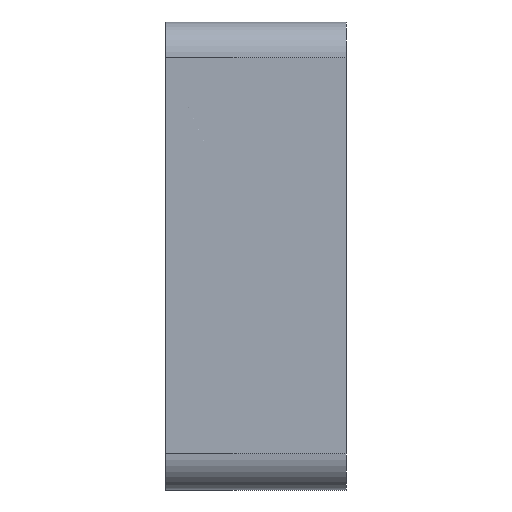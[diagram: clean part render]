
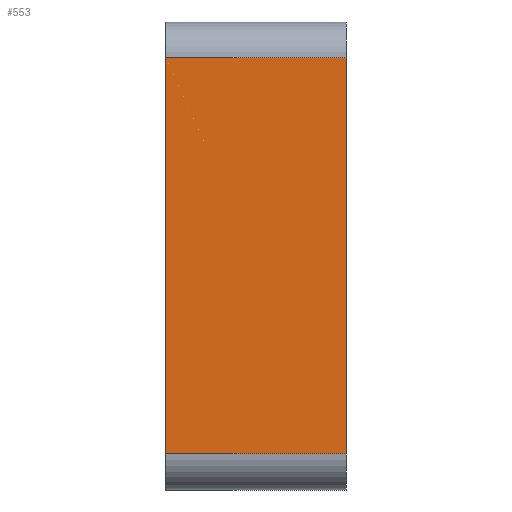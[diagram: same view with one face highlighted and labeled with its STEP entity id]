
A CAD part, left-side view. The second image highlights one B-rep face of the part: STEP entity #553.
In plain terms, the highlighted planar face has unit normal (-1, 0, 0).
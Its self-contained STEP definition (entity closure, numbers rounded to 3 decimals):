
#5 = CARTESIAN_POINT ( 'NONE',  ( -11.5, -5., 4. ) ) ;
#32 = VERTEX_POINT ( 'NONE', #637 ) ;
#77 = ORIENTED_EDGE ( 'NONE', *, *, #286, .F. ) ;
#79 = EDGE_CURVE ( 'NONE', #825, #234, #706, .T. ) ;
#102 = CARTESIAN_POINT ( 'NONE',  ( -11.5, -5., -8. ) ) ;
#109 = DIRECTION ( 'NONE',  ( 0., 0., 1. ) ) ;
#119 = CARTESIAN_POINT ( 'NONE',  ( -11.5, 0., 4. ) ) ;
#141 = DIRECTION ( 'NONE',  ( 0., 0., 1. ) ) ;
#145 = PLANE ( 'NONE',  #500 ) ;
#162 = LINE ( 'NONE', #119, #211 ) ;
#167 = CARTESIAN_POINT ( 'NONE',  ( -11.5, 0., 3. ) ) ;
#211 = VECTOR ( 'NONE', #109, 1000. ) ;
#214 = DIRECTION ( 'NONE',  ( 0., 0., 1. ) ) ;
#234 = VERTEX_POINT ( 'NONE', #583 ) ;
#266 = ORIENTED_EDGE ( 'NONE', *, *, #79, .T. ) ;
#277 = ORIENTED_EDGE ( 'NONE', *, *, #399, .T. ) ;
#280 = DIRECTION ( 'NONE',  ( -1., 0., 0. ) ) ;
#286 = EDGE_CURVE ( 'NONE', #32, #666, #162, .T. ) ;
#295 = LINE ( 'NONE', #471, #467 ) ;
#396 = CARTESIAN_POINT ( 'NONE',  ( -11.5, -5., -8. ) ) ;
#399 = EDGE_CURVE ( 'NONE', #234, #666, #295, .T. ) ;
#467 = VECTOR ( 'NONE', #756, 1000. ) ;
#471 = CARTESIAN_POINT ( 'NONE',  ( -11.5, -5., 3. ) ) ;
#482 = EDGE_CURVE ( 'NONE', #32, #825, #631, .T. ) ;
#500 = AXIS2_PLACEMENT_3D ( 'NONE', #564, #280, #141 ) ;
#544 = VECTOR ( 'NONE', #885, 1000. ) ;
#553 = ADVANCED_FACE ( 'NONE', ( #779 ), #145, .T. ) ;
#564 = CARTESIAN_POINT ( 'NONE',  ( -11.5, -5., 4. ) ) ;
#583 = CARTESIAN_POINT ( 'NONE',  ( -11.5, -5., 3. ) ) ;
#631 = LINE ( 'NONE', #396, #544 ) ;
#637 = CARTESIAN_POINT ( 'NONE',  ( -11.5, 0., -8. ) ) ;
#638 = ORIENTED_EDGE ( 'NONE', *, *, #482, .T. ) ;
#666 = VERTEX_POINT ( 'NONE', #167 ) ;
#706 = LINE ( 'NONE', #5, #769 ) ;
#756 = DIRECTION ( 'NONE',  ( 0., 1., 0. ) ) ;
#769 = VECTOR ( 'NONE', #214, 1000. ) ;
#779 = FACE_OUTER_BOUND ( 'NONE', #858, .T. ) ;
#825 = VERTEX_POINT ( 'NONE', #102 ) ;
#858 = EDGE_LOOP ( 'NONE', ( #77, #638, #266, #277 ) ) ;
#885 = DIRECTION ( 'NONE',  ( 0., -1., 0. ) ) ;
